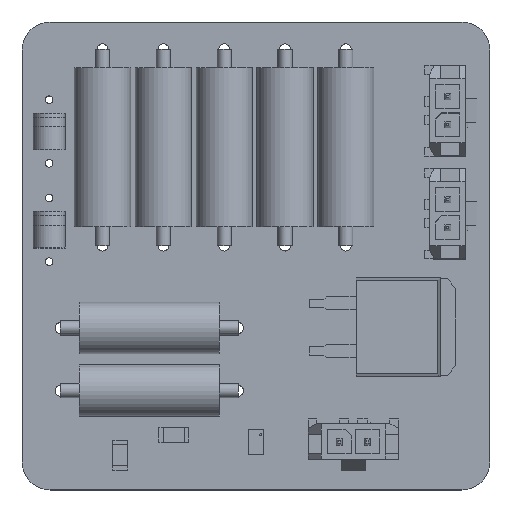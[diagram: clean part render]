
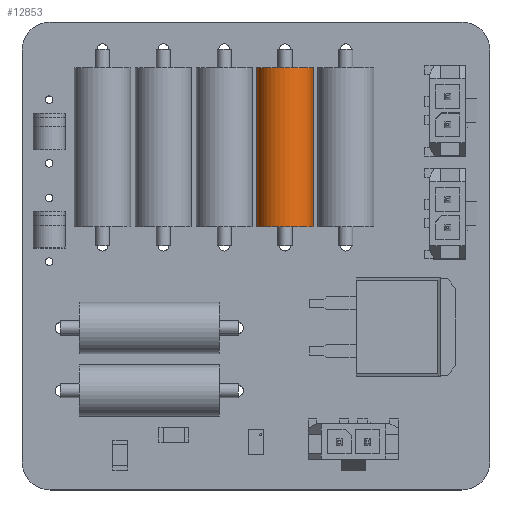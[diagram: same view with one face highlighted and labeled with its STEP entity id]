
A CAD part, top view. The second image highlights one B-rep face of the part: STEP entity #12853.
In plain terms, the highlighted cylindrical face has radius 3 mm (diameter 6 mm), a full revolution.
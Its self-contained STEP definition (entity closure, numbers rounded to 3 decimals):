
#12853 = ADVANCED_FACE('',(#12854),#12881,.T.);
#12854 = FACE_BOUND('',#12855,.T.);
#12855 = EDGE_LOOP('',(#12856,#12865,#12873,#12880));
#12856 = ORIENTED_EDGE('',*,*,#12857,.T.);
#12857 = EDGE_CURVE('',#12858,#12858,#12860,.T.);
#12858 = VERTEX_POINT('',#12859);
#12859 = CARTESIAN_POINT('',(28.1,45.1,
    7.));
#12860 = CIRCLE('',#12861,3.);
#12861 = AXIS2_PLACEMENT_3D('',#12862,#12863,#12864);
#12862 = CARTESIAN_POINT('',(28.1,45.1,
    4.));
#12863 = DIRECTION('',(0.,-1.,0.));
#12864 = DIRECTION('',(0.,0.,1.));
#12865 = ORIENTED_EDGE('',*,*,#12866,.T.);
#12866 = EDGE_CURVE('',#12858,#12867,#12869,.T.);
#12867 = VERTEX_POINT('',#12868);
#12868 = CARTESIAN_POINT('',(28.1,28.1,
    7.));
#12869 = LINE('',#12870,#12871);
#12870 = CARTESIAN_POINT('',(28.1,45.1,
    7.));
#12871 = VECTOR('',#12872,1.);
#12872 = DIRECTION('',(0.,-1.,0.));
#12873 = ORIENTED_EDGE('',*,*,#12874,.F.);
#12874 = EDGE_CURVE('',#12867,#12867,#12875,.T.);
#12875 = CIRCLE('',#12876,3.);
#12876 = AXIS2_PLACEMENT_3D('',#12877,#12878,#12879);
#12877 = CARTESIAN_POINT('',(28.1,28.1,
    4.));
#12878 = DIRECTION('',(0.,-1.,0.));
#12879 = DIRECTION('',(0.,0.,1.));
#12880 = ORIENTED_EDGE('',*,*,#12866,.F.);
#12881 = CYLINDRICAL_SURFACE('',#12882,3.);
#12882 = AXIS2_PLACEMENT_3D('',#12883,#12884,#12885);
#12883 = CARTESIAN_POINT('',(28.1,45.1,
    4.));
#12884 = DIRECTION('',(0.,1.,0.));
#12885 = DIRECTION('',(0.,0.,1.));
